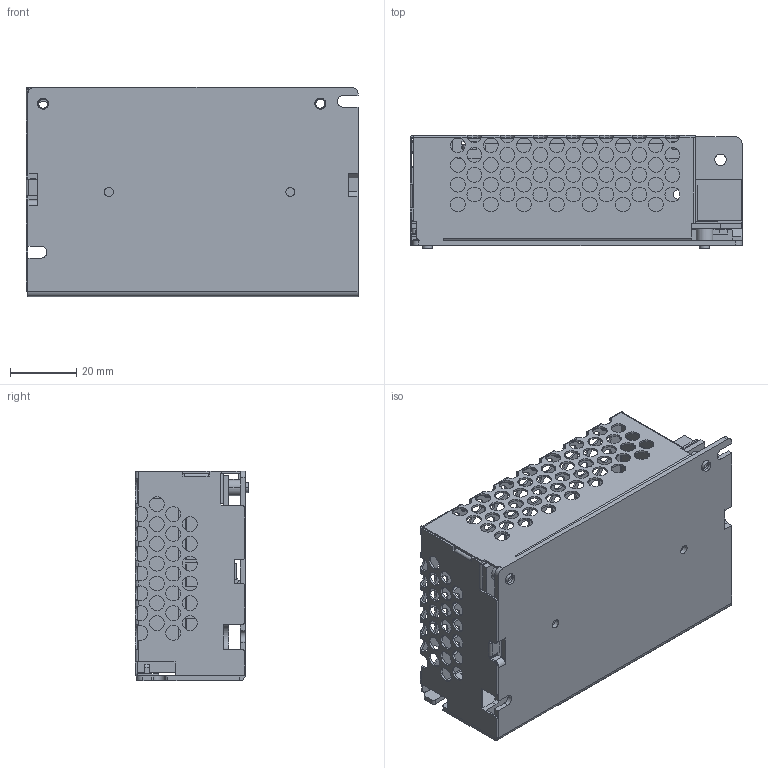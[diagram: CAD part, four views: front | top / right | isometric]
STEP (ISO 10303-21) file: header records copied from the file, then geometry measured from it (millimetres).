
FILE_DESCRIPTION((''),'2;1');
FILE_NAME('PRT0001','2014-05-30T',('hourui'),(''),'PRO/ENGINEER BY PARAMETRIC TECHNOLOGY CORPORATION, 2007170','PRO/ENGINEER BY PARAMETRIC TECHNOLOGY CORPORATION, 2007170','');
FILE_SCHEMA(('CONFIG_CONTROL_DESIGN'));
Length unit declared in the file: millimetre
Products named in the file (1): PRT0001
Bounding box: 100.6 x 34.3 x 63.5 mm (x, y, z)
Volume: 33251.3 mm3; surface area: 52481.5 mm2
Topology: 1 solids, 5 shells, 1034 faces, 2936 edges, 1827 vertices
Faces by surface type: cylinder 579, plane 414, bspline 33, cone 8
Entity records: 35672 total; most frequent: CARTESIAN_POINT 7178, DIRECTION 6003, ORIENTED_EDGE 5864, EDGE_CURVE 2936, AXIS2_PLACEMENT_3D 2138, VERTEX_POINT 1827, VECTOR 1727, LINE 1727
